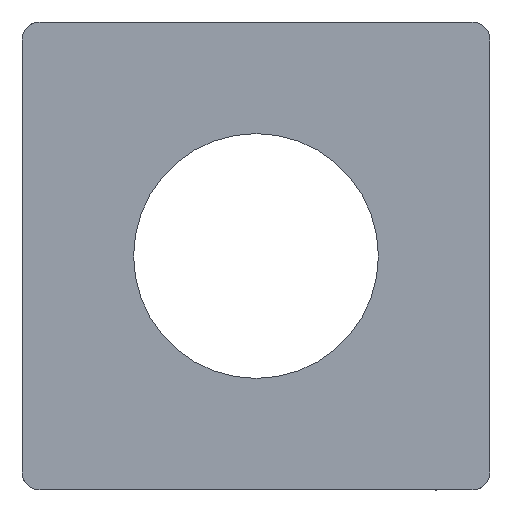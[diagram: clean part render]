
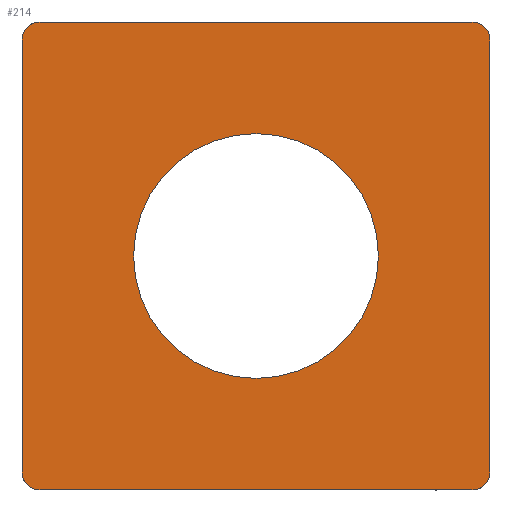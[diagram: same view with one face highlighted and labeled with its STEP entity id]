
A CAD part, front view. The second image highlights one B-rep face of the part: STEP entity #214.
In plain terms, the highlighted planar face has unit normal (0, -1, 0).
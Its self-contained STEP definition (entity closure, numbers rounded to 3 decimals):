
#2 = CIRCLE ( 'NONE', #434, 3.4 ) ;
#11 = CIRCLE ( 'NONE', #438, 3.4 ) ;
#14 = VERTEX_POINT ( 'NONE', #277 ) ;
#16 = VECTOR ( 'NONE', #876, 1000. ) ;
#17 = FACE_OUTER_BOUND ( 'NONE', #305, .T. ) ;
#21 = VERTEX_POINT ( 'NONE', #239 ) ;
#31 = FACE_BOUND ( 'NONE', #302, .T. ) ;
#39 = CIRCLE ( 'NONE', #447, 0.5 ) ;
#45 = VERTEX_POINT ( 'NONE', #280 ) ;
#47 = CIRCLE ( 'NONE', #436, 0.5 ) ;
#55 = VERTEX_POINT ( 'NONE', #253 ) ;
#78 = VECTOR ( 'NONE', #981, 1000. ) ;
#80 = VERTEX_POINT ( 'NONE', #271 ) ;
#82 = VERTEX_POINT ( 'NONE', #281 ) ;
#92 = CIRCLE ( 'NONE', #448, 0.5 ) ;
#110 = LINE ( 'NONE', #868, #160 ) ;
#123 = LINE ( 'NONE', #1026, #145 ) ;
#129 = LINE ( 'NONE', #874, #16 ) ;
#131 = CIRCLE ( 'NONE', #445, 0.5 ) ;
#133 = VERTEX_POINT ( 'NONE', #257 ) ;
#134 = VERTEX_POINT ( 'NONE', #247 ) ;
#140 = LINE ( 'NONE', #973, #78 ) ;
#145 = VECTOR ( 'NONE', #1027, 1000. ) ;
#152 = VERTEX_POINT ( 'NONE', #244 ) ;
#158 = VERTEX_POINT ( 'NONE', #264 ) ;
#160 = VECTOR ( 'NONE', #863, 1000. ) ;
#214 = ADVANCED_FACE ( 'NONE', ( #31, #17 ), #240, .T. ) ;
#239 = CARTESIAN_POINT ( 'NONE',  ( -6., 0., 6.5 ) ) ;
#240 = PLANE ( 'NONE',  #412 ) ;
#244 = CARTESIAN_POINT ( 'NONE',  ( 6.5, 0., -6. ) ) ;
#247 = CARTESIAN_POINT ( 'NONE',  ( -6., 0., -6.5 ) ) ;
#253 = CARTESIAN_POINT ( 'NONE',  ( 6.5, 0., 6. ) ) ;
#257 = CARTESIAN_POINT ( 'NONE',  ( 0., 0., -3.4 ) ) ;
#261 = CARTESIAN_POINT ( 'NONE',  ( -6.5, 0., -6.5 ) ) ;
#263 = DIRECTION ( 'NONE',  ( 0., 0., -1. ) ) ;
#264 = CARTESIAN_POINT ( 'NONE',  ( -6.5, 0., -6. ) ) ;
#265 = DIRECTION ( 'NONE',  ( 0., -1., 0. ) ) ;
#271 = CARTESIAN_POINT ( 'NONE',  ( 0., 0., 3.4 ) ) ;
#277 = CARTESIAN_POINT ( 'NONE',  ( 6., 0., 6.5 ) ) ;
#280 = CARTESIAN_POINT ( 'NONE',  ( 6., 0., -6.5 ) ) ;
#281 = CARTESIAN_POINT ( 'NONE',  ( -6.5, 0., 6. ) ) ;
#302 = EDGE_LOOP ( 'NONE', ( #1096, #1072 ) ) ;
#305 = EDGE_LOOP ( 'NONE', ( #1121, #1107, #1067, #1095, #1119, #1075, #1134, #1128 ) ) ;
#368 = EDGE_CURVE ( 'NONE', #133, #80, #2, .T. ) ;
#370 = EDGE_CURVE ( 'NONE', #45, #134, #110, .T. ) ;
#372 = EDGE_CURVE ( 'NONE', #55, #152, #129, .T. ) ;
#375 = EDGE_CURVE ( 'NONE', #21, #82, #47, .T. ) ;
#380 = EDGE_CURVE ( 'NONE', #80, #133, #11, .T. ) ;
#398 = EDGE_CURVE ( 'NONE', #55, #14, #131, .T. ) ;
#399 = EDGE_CURVE ( 'NONE', #21, #14, #140, .T. ) ;
#402 = EDGE_CURVE ( 'NONE', #158, #134, #39, .T. ) ;
#405 = EDGE_CURVE ( 'NONE', #45, #152, #92, .T. ) ;
#409 = EDGE_CURVE ( 'NONE', #158, #82, #123, .T. ) ;
#412 = AXIS2_PLACEMENT_3D ( 'NONE', #261, #265, #263 ) ;
#434 = AXIS2_PLACEMENT_3D ( 'NONE', #864, #865, #866 ) ;
#436 = AXIS2_PLACEMENT_3D ( 'NONE', #896, #897, #898 ) ;
#438 = AXIS2_PLACEMENT_3D ( 'NONE', #920, #921, #922 ) ;
#445 = AXIS2_PLACEMENT_3D ( 'NONE', #990, #991, #992 ) ;
#447 = AXIS2_PLACEMENT_3D ( 'NONE', #1005, #1006, #1007 ) ;
#448 = AXIS2_PLACEMENT_3D ( 'NONE', #1019, #1020, #1021 ) ;
#863 = DIRECTION ( 'NONE',  ( -1., 0., 0. ) ) ;
#864 = CARTESIAN_POINT ( 'NONE',  ( 0., 0., 0. ) ) ;
#865 = DIRECTION ( 'NONE',  ( 0., -1., 0. ) ) ;
#866 = DIRECTION ( 'NONE',  ( 0., 0., -1. ) ) ;
#868 = CARTESIAN_POINT ( 'NONE',  ( -6.5, 0., -6.5 ) ) ;
#874 = CARTESIAN_POINT ( 'NONE',  ( 6.5, 0., 6.5 ) ) ;
#876 = DIRECTION ( 'NONE',  ( 0., 0., -1. ) ) ;
#896 = CARTESIAN_POINT ( 'NONE',  ( -6., 0., 6. ) ) ;
#897 = DIRECTION ( 'NONE',  ( 0., -1., 0. ) ) ;
#898 = DIRECTION ( 'NONE',  ( 0., 0., -1. ) ) ;
#920 = CARTESIAN_POINT ( 'NONE',  ( 0., 0., 0. ) ) ;
#921 = DIRECTION ( 'NONE',  ( 0., -1., 0. ) ) ;
#922 = DIRECTION ( 'NONE',  ( 0., 0., -1. ) ) ;
#973 = CARTESIAN_POINT ( 'NONE',  ( -6.5, 0., 6.5 ) ) ;
#981 = DIRECTION ( 'NONE',  ( 1., 0., 0. ) ) ;
#990 = CARTESIAN_POINT ( 'NONE',  ( 6., 0., 6. ) ) ;
#991 = DIRECTION ( 'NONE',  ( 0., -1., 0. ) ) ;
#992 = DIRECTION ( 'NONE',  ( 0., 0., -1. ) ) ;
#1005 = CARTESIAN_POINT ( 'NONE',  ( -6., 0., -6. ) ) ;
#1006 = DIRECTION ( 'NONE',  ( 0., -1., 0. ) ) ;
#1007 = DIRECTION ( 'NONE',  ( 0., 0., -1. ) ) ;
#1019 = CARTESIAN_POINT ( 'NONE',  ( 6., 0., -6. ) ) ;
#1020 = DIRECTION ( 'NONE',  ( 0., -1., 0. ) ) ;
#1021 = DIRECTION ( 'NONE',  ( 0., 0., -1. ) ) ;
#1026 = CARTESIAN_POINT ( 'NONE',  ( -6.5, 0., 6.5 ) ) ;
#1027 = DIRECTION ( 'NONE',  ( 0., 0., 1. ) ) ;
#1067 = ORIENTED_EDGE ( 'NONE', *, *, #370, .F. ) ;
#1072 = ORIENTED_EDGE ( 'NONE', *, *, #368, .F. ) ;
#1075 = ORIENTED_EDGE ( 'NONE', *, *, #398, .T. ) ;
#1095 = ORIENTED_EDGE ( 'NONE', *, *, #405, .T. ) ;
#1096 = ORIENTED_EDGE ( 'NONE', *, *, #380, .F. ) ;
#1107 = ORIENTED_EDGE ( 'NONE', *, *, #402, .T. ) ;
#1119 = ORIENTED_EDGE ( 'NONE', *, *, #372, .F. ) ;
#1121 = ORIENTED_EDGE ( 'NONE', *, *, #409, .F. ) ;
#1128 = ORIENTED_EDGE ( 'NONE', *, *, #375, .T. ) ;
#1134 = ORIENTED_EDGE ( 'NONE', *, *, #399, .F. ) ;
